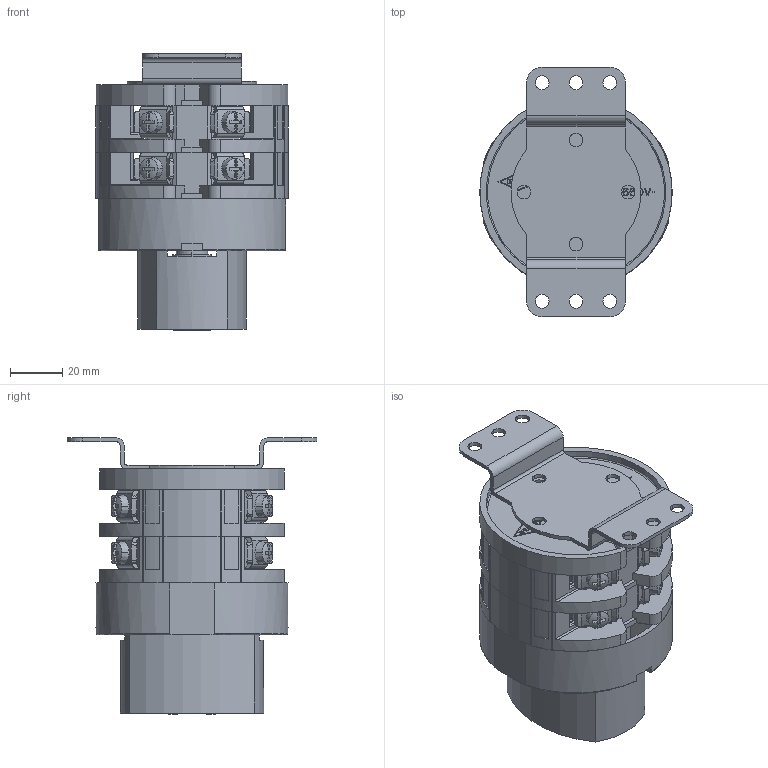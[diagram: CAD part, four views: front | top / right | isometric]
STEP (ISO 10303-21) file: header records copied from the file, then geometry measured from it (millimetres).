
FILE_DESCRIPTION((''),'2;1');
FILE_NAME('CA_S3_2B_DIN_ASM','2023-12-01T14:38:41',('alessandro.mingotti'),(''),'CREO PARAMETRIC BY PTC INC, 2022014','CREO PARAMETRIC BY PTC INC, 2022014','');
FILE_SCHEMA(('CONFIG_CONTROL_DESIGN'));
Length unit declared in the file: millimetre
Products named in the file (15): 3904; 2243-3; 2591_PIENO; 2592; CA_SIZE3_SCATTO_FQ_PIENA_ASM; 3761; 3763; 6546-004_RIBADITO; G_052_ASM; 2245; 5122_006; CA_S3_GR_BASETTA_ASM; 3762; 2274; CA_S3_2B_DIN_ASM
Assembly tree (24 placements, depth 4):
  CA_S3_2B_DIN_ASM
    CA_SIZE3_SCATTO_FQ_PIENA_ASM
      3904
      2243-3
      2591_PIENO
      2592
    CA_S3_GR_BASETTA_ASM  x2
      3761
      G_052_ASM
        3763
        6546-004_RIBADITO
      2245
      5122_006
    3762
    2274
Bounding box: 74 x 96 x 106.3 mm (x, y, z)
Volume: 188321.1 mm3; surface area: 113881.8 mm2
Topology: 40 solids, 64 shells, 2443 faces, 6482 edges, 4266 vertices
Faces by surface type: plane 1619, cylinder 574, cone 126, bspline 48, torus 44, sphere 32
Entity records: 44972 total; most frequent: CARTESIAN_POINT 9499, ORIENTED_EDGE 7378, DIRECTION 7144, EDGE_CURVE 3693, VECTOR 2820, LINE 2820, VERTEX_POINT 2439, AXIS2_PLACEMENT_3D 2162
